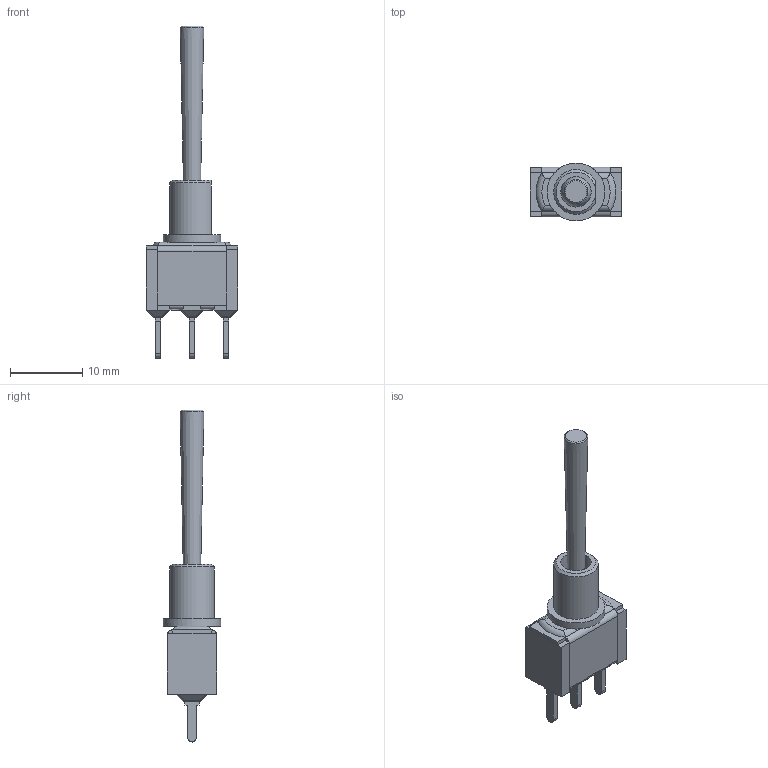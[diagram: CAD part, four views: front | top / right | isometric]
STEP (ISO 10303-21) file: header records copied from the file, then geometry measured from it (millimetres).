
FILE_DESCRIPTION(/* description */ (''),/* implementation_level */ '2;1');
FILE_NAME(/* name */ '100SPxT5B5M2xE.stp',/* time_stamp */ '2026-01-22T13:36:20-06:00',/* author */ ('jmeyers'),/* organization */ (''),/* preprocessor_version */ 'ST-DEVELOPER v18.1',/* originating_system */ 'Autodesk Inventor 2022',/* authorisation */ '');
FILE_SCHEMA (('AUTOMOTIVE_DESIGN { 1 0 10303 214 3 1 1 }'));
Length unit declared in the file: inch
Products named in the file (1): Part12
Bounding box: 12.7 x 7.98 x 45.88 mm (x, y, z)
Volume: 1179.6 mm3; surface area: 1187 mm2
Topology: 2 solids, 2 shells, 208 faces, 515 edges, 307 vertices
Faces by surface type: plane 146, cylinder 43, sphere 14, cone 3, torus 2
Full cylindrical faces by diameter (mm): 4.2 x2, 7.98 x1
Entity records: 6001 total; most frequent: CARTESIAN_POINT 1058, DIRECTION 1025, ORIENTED_EDGE 1004, EDGE_CURVE 502, LINE 385, VECTOR 385, AXIS2_PLACEMENT_3D 320, VERTEX_POINT 307
